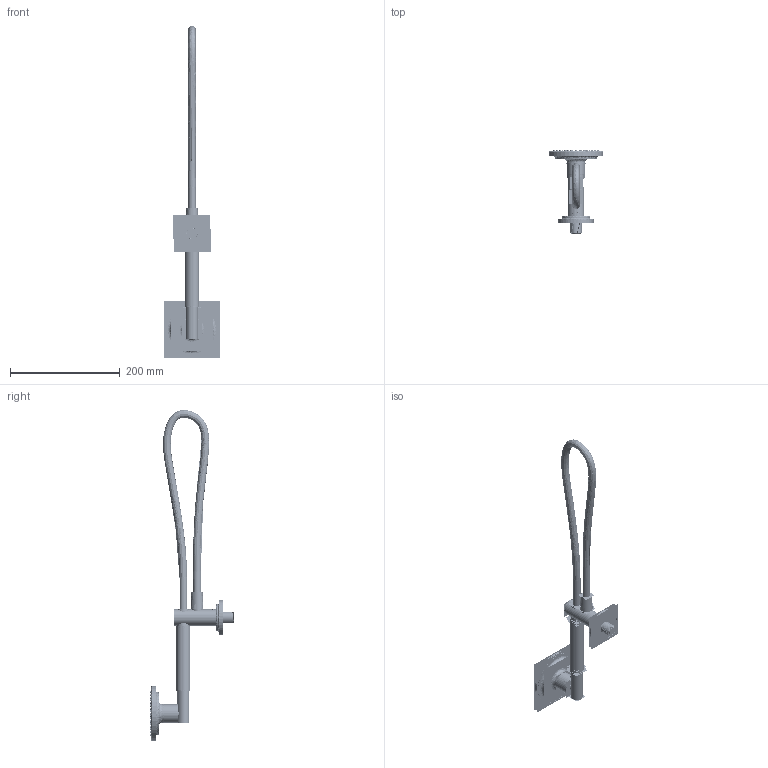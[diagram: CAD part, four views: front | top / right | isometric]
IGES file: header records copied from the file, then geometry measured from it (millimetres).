
Start section:  PTC IGES file: a45795_asm.igs
Global section: file name: a45795_asm.igs; native system: Creo Parametric by PTC Inc.; preprocessor: 2022124; author: yaren.varan; organization: Unknown; date: 20230110.140307; units: millimetre
Bounding box: 104 x 153.41 x 606.4 mm (x, y, z)
Surface area: 1475102.8 mm2 (no closed solid volume)
Topology: 0 solids, 0 shells, 4376 faces, 78260 edges, 102135 vertices
Faces by surface type: revolution 2914, bspline 1450, extrusion 12
